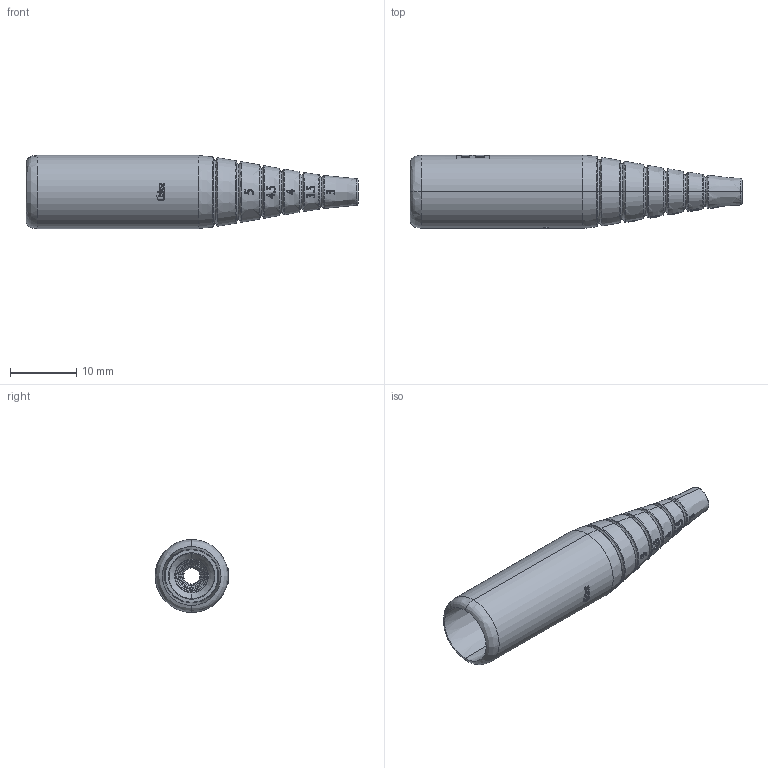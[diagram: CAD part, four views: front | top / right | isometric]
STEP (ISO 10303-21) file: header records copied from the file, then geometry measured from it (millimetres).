
FILE_DESCRIPTION (( 'STEP AP214' ), '1' );
FILE_NAME ('56-00003_revA4.STEP', '2017-07-14T21:33:15', ( '' ), ( '' ), 'SwSTEP 2.0', 'SolidWorks 2015', '' );
FILE_SCHEMA (( 'AUTOMOTIVE_DESIGN' ));
Length unit declared in the file: millimetre
Products named in the file (1): 56-00003_revA4
Bounding box: 49.98 x 11.1 x 11 mm (x, y, z)
Volume: 1682.5 mm3; surface area: 2594.3 mm2
Topology: 16 solids, 16 shells, 341 faces, 821 edges, 516 vertices
Faces by surface type: bspline 156, plane 109, cone 34, torus 26, cylinder 16
Entity records: 18583 total; most frequent: CARTESIAN_POINT 7939, ORIENTED_EDGE 1642, DIRECTION 1061, EDGE_CURVE 821, VERTEX_POINT 516, AXIS2_PLACEMENT_3D 396, EDGE_LOOP 353, UNCERTAINTY_MEASURE_WITH_UNIT 345
